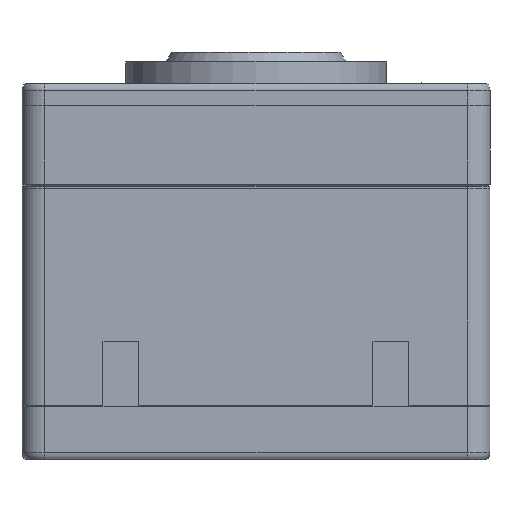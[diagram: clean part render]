
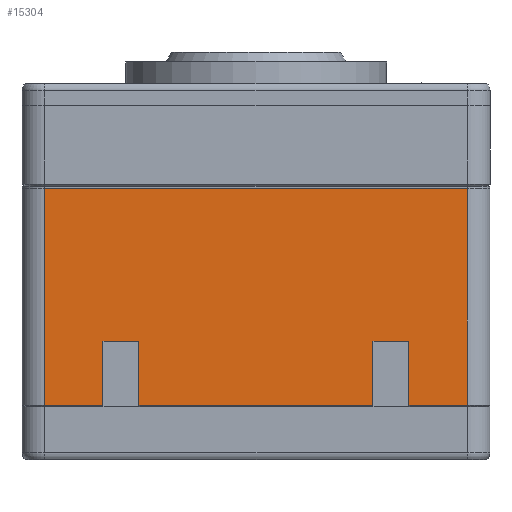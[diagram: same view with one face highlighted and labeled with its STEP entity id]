
A CAD part, front view. The second image highlights one B-rep face of the part: STEP entity #15304.
In plain terms, the highlighted planar face has unit normal (0, -1, 0).
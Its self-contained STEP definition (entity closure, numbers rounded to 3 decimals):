
#759=PLANE('',#17143);
#1330=LINE('',#26149,#2290);
#1413=LINE('',#26515,#2373);
#1418=LINE('',#26525,#2378);
#1420=LINE('',#26528,#2380);
#1422=LINE('',#26532,#2382);
#1456=LINE('',#26650,#2416);
#1457=LINE('',#26653,#2417);
#1458=LINE('',#26654,#2418);
#1459=LINE('',#26656,#2419);
#1460=LINE('',#26658,#2420);
#1461=LINE('',#26660,#2421);
#1462=LINE('',#26661,#2422);
#2290=VECTOR('',#20675,10.);
#2373=VECTOR('',#20992,10.);
#2378=VECTOR('',#21001,10.);
#2380=VECTOR('',#21005,10.);
#2382=VECTOR('',#21009,10.);
#2416=VECTOR('',#21097,10.);
#2417=VECTOR('',#21102,10.);
#2418=VECTOR('',#21103,10.);
#2419=VECTOR('',#21104,10.);
#2420=VECTOR('',#21105,10.);
#2421=VECTOR('',#21106,10.);
#2422=VECTOR('',#21107,10.);
#3591=FACE_OUTER_BOUND('',#4594,.T.);
#4594=EDGE_LOOP('',(#12809,#12810,#12811,#12812,#12813,#12814,#12815,#12816,
#12817,#12818,#12819,#12820));
#7046=VERTEX_POINT('',#26145);
#7048=VERTEX_POINT('',#26148);
#7195=VERTEX_POINT('',#26506);
#7197=VERTEX_POINT('',#26512);
#7198=VERTEX_POINT('',#26514);
#7200=VERTEX_POINT('',#26522);
#7201=VERTEX_POINT('',#26524);
#7202=VERTEX_POINT('',#26530);
#7235=VERTEX_POINT('',#26649);
#7236=VERTEX_POINT('',#26655);
#7237=VERTEX_POINT('',#26657);
#7238=VERTEX_POINT('',#26659);
#8961=EDGE_CURVE('',#7048,#7046,#1330,.T.);
#9135=EDGE_CURVE('',#7198,#7197,#1413,.T.);
#9140=EDGE_CURVE('',#7201,#7200,#1418,.T.);
#9142=EDGE_CURVE('',#7198,#7195,#1420,.T.);
#9144=EDGE_CURVE('',#7202,#7200,#1422,.T.);
#9195=EDGE_CURVE('',#7048,#7235,#1456,.T.);
#9197=EDGE_CURVE('',#7046,#7195,#1457,.T.);
#9198=EDGE_CURVE('',#7197,#7201,#1458,.T.);
#9199=EDGE_CURVE('',#7202,#7236,#1459,.T.);
#9200=EDGE_CURVE('',#7236,#7237,#1460,.T.);
#9201=EDGE_CURVE('',#7237,#7238,#1461,.T.);
#9202=EDGE_CURVE('',#7235,#7238,#1462,.T.);
#12809=ORIENTED_EDGE('',*,*,#8961,.T.);
#12810=ORIENTED_EDGE('',*,*,#9197,.T.);
#12811=ORIENTED_EDGE('',*,*,#9142,.F.);
#12812=ORIENTED_EDGE('',*,*,#9135,.T.);
#12813=ORIENTED_EDGE('',*,*,#9198,.T.);
#12814=ORIENTED_EDGE('',*,*,#9140,.T.);
#12815=ORIENTED_EDGE('',*,*,#9144,.F.);
#12816=ORIENTED_EDGE('',*,*,#9199,.T.);
#12817=ORIENTED_EDGE('',*,*,#9200,.T.);
#12818=ORIENTED_EDGE('',*,*,#9201,.T.);
#12819=ORIENTED_EDGE('',*,*,#9202,.F.);
#12820=ORIENTED_EDGE('',*,*,#9195,.F.);
#15304=ADVANCED_FACE('',(#3591),#759,.T.);
#17143=AXIS2_PLACEMENT_3D('',#26652,#21100,#21101);
#20675=DIRECTION('',(1.,0.,0.));
#20992=DIRECTION('',(0.,0.,-1.));
#21001=DIRECTION('',(0.,0.,1.));
#21005=DIRECTION('',(1.,0.,0.));
#21009=DIRECTION('',(1.,0.,0.));
#21097=DIRECTION('',(0.,0.,1.));
#21100=DIRECTION('center_axis',(0.,-1.,0.));
#21101=DIRECTION('ref_axis',(0.,0.,-1.));
#21102=DIRECTION('',(0.,0.,1.));
#21103=DIRECTION('',(-1.,0.,0.));
#21104=DIRECTION('',(0.,0.,-1.));
#21105=DIRECTION('',(-1.,0.,0.));
#21106=DIRECTION('',(0.,0.,1.));
#21107=DIRECTION('',(1.,0.,0.));
#26145=CARTESIAN_POINT('',(47.,-52.,0.6));
#26148=CARTESIAN_POINT('',(-47.,-52.,0.6));
#26149=CARTESIAN_POINT('',(25.806,-52.,0.6));
#26506=CARTESIAN_POINT('',(47.,-52.,48.7));
#26512=CARTESIAN_POINT('',(34.,-52.,34.5));
#26514=CARTESIAN_POINT('',(34.,-52.,48.7));
#26515=CARTESIAN_POINT('',(34.,-52.,17.25));
#26522=CARTESIAN_POINT('',(26.,-52.,48.7));
#26524=CARTESIAN_POINT('',(26.,-52.,34.5));
#26525=CARTESIAN_POINT('',(26.,-52.,24.75));
#26528=CARTESIAN_POINT('',(35.25,-52.,48.7));
#26530=CARTESIAN_POINT('',(-26.,-52.,48.7));
#26532=CARTESIAN_POINT('',(23.5,-52.,48.7));
#26649=CARTESIAN_POINT('',(-47.,-52.,48.7));
#26650=CARTESIAN_POINT('',(-47.,-52.,0.));
#26652=CARTESIAN_POINT('Origin',(47.,-52.,0.));
#26653=CARTESIAN_POINT('',(47.,-52.,0.));
#26654=CARTESIAN_POINT('',(36.5,-52.,34.5));
#26655=CARTESIAN_POINT('',(-26.,-52.,34.5));
#26656=CARTESIAN_POINT('',(-26.,-52.,17.25));
#26657=CARTESIAN_POINT('',(-34.,-52.,34.5));
#26658=CARTESIAN_POINT('',(6.5,-52.,34.5));
#26659=CARTESIAN_POINT('',(-34.,-52.,48.7));
#26660=CARTESIAN_POINT('',(-34.,-52.,24.75));
#26661=CARTESIAN_POINT('',(35.25,-52.,48.7));
